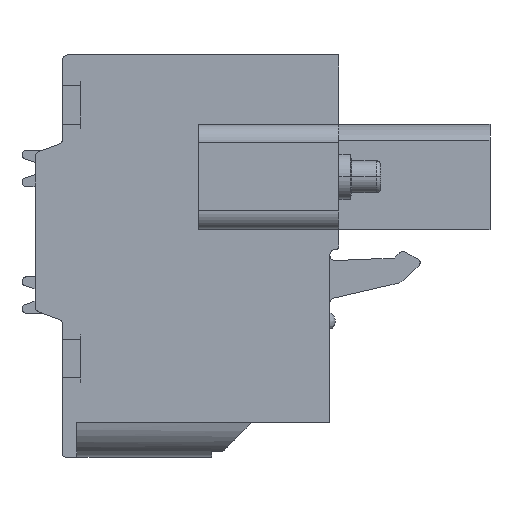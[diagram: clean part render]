
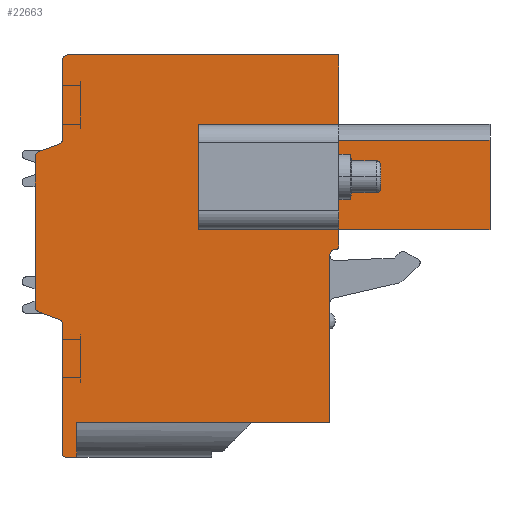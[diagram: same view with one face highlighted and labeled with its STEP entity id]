
A CAD part, front view. The second image highlights one B-rep face of the part: STEP entity #22663.
In plain terms, the highlighted planar face has unit normal (0, -1, 0).
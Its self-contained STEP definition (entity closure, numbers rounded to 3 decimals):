
#426=DIRECTION('',(-1.,0.,0.));
#427=VECTOR('',#426,6.3);
#428=CARTESIAN_POINT('',(2.781,-91.34,1.9));
#429=LINE('',#428,#427);
#430=DIRECTION('',(1.,0.,0.));
#431=VECTOR('',#430,6.3);
#432=CARTESIAN_POINT('',(-3.519,-91.34,7.65));
#433=LINE('',#432,#431);
#434=DIRECTION('',(0.,0.,1.));
#435=VECTOR('',#434,5.75);
#436=CARTESIAN_POINT('',(-3.519,-91.34,1.9));
#437=LINE('',#436,#435);
#438=DIRECTION('',(0.,0.,-1.));
#439=VECTOR('',#438,4.7);
#440=CARTESIAN_POINT('',(4.181,-91.34,11.475));
#441=LINE('',#440,#439);
#442=DIRECTION('',(-1.,0.,0.));
#443=VECTOR('',#442,8.3);
#444=CARTESIAN_POINT('',(12.481,-91.34,6.775));
#445=LINE('',#444,#443);
#446=DIRECTION('',(0.,0.,-1.));
#447=VECTOR('',#446,4.9);
#448=CARTESIAN_POINT('',(12.481,-91.34,6.775));
#449=LINE('',#448,#447);
#450=DIRECTION('',(-1.,0.,0.));
#451=VECTOR('',#450,8.3);
#452=CARTESIAN_POINT('',(12.481,-91.34,1.875));
#453=LINE('',#452,#451);
#454=DIRECTION('',(0.,0.,-1.));
#455=VECTOR('',#454,0.901);
#456=CARTESIAN_POINT('',(4.181,-91.34,1.875));
#457=LINE('',#456,#455);
#458=CARTESIAN_POINT('',(3.981,-91.34,0.974));
#459=DIRECTION('',(0.,1.,0.));
#460=DIRECTION('',(1.,0.,0.));
#461=AXIS2_PLACEMENT_3D('',#458,#459,#460);
#463=CARTESIAN_POINT('',(3.981,-91.34,0.474));
#464=DIRECTION('',(0.,-1.,0.));
#465=DIRECTION('',(0.,0.,1.));
#466=AXIS2_PLACEMENT_3D('',#463,#464,#465);
#468=DIRECTION('',(-1.,0.,0.));
#469=VECTOR('',#468,13.9);
#470=CARTESIAN_POINT('',(3.681,-91.34,-8.725));
#471=LINE('',#470,#469);
#472=DIRECTION('',(0.,0.,-1.));
#473=VECTOR('',#472,1.9);
#474=CARTESIAN_POINT('',(-10.219,-91.34,-8.725));
#475=LINE('',#474,#473);
#476=DIRECTION('',(-1.,0.,0.));
#477=VECTOR('',#476,0.6);
#478=CARTESIAN_POINT('',(-10.219,-91.34,-10.625));
#479=LINE('',#478,#477);
#480=CARTESIAN_POINT('',(-10.819,-91.34,-10.425));
#481=DIRECTION('',(0.,1.,0.));
#482=DIRECTION('',(0.,0.,-1.));
#483=AXIS2_PLACEMENT_3D('',#480,#481,#482);
#485=DIRECTION('',(0.,0.,1.));
#486=VECTOR('',#485,7.095);
#487=CARTESIAN_POINT('',(-11.019,-91.34,-10.425));
#488=LINE('',#487,#486);
#489=CARTESIAN_POINT('',(-11.319,-91.34,-3.33));
#490=DIRECTION('',(0.,-1.,0.));
#491=DIRECTION('',(1.,0.,0.));
#492=AXIS2_PLACEMENT_3D('',#489,#490,#491);
#494=DIRECTION('',(-0.94,0.,0.342));
#495=VECTOR('',#494,1.176);
#496=CARTESIAN_POINT('',(-11.216,-91.34,-3.048));
#497=LINE('',#496,#495);
#498=CARTESIAN_POINT('',(-12.219,-91.34,-2.364));
#499=DIRECTION('',(0.,1.,0.));
#500=DIRECTION('',(-0.342,0.,-0.94));
#501=AXIS2_PLACEMENT_3D('',#498,#499,#500);
#503=DIRECTION('',(0.,0.,1.));
#504=VECTOR('',#503,8.238);
#505=CARTESIAN_POINT('',(-12.519,-91.34,-2.364));
#506=LINE('',#505,#504);
#507=CARTESIAN_POINT('',(-12.219,-91.34,5.874));
#508=DIRECTION('',(0.,1.,0.));
#509=DIRECTION('',(-1.,0.,0.));
#510=AXIS2_PLACEMENT_3D('',#507,#508,#509);
#512=DIRECTION('',(0.94,0.,0.342));
#513=VECTOR('',#512,1.176);
#514=CARTESIAN_POINT('',(-12.321,-91.34,6.156));
#515=LINE('',#514,#513);
#516=CARTESIAN_POINT('',(-11.319,-91.34,6.84));
#517=DIRECTION('',(0.,-1.,0.));
#518=DIRECTION('',(0.342,0.,-0.94));
#519=AXIS2_PLACEMENT_3D('',#516,#517,#518);
#521=DIRECTION('',(0.,0.,1.));
#522=VECTOR('',#521,4.335);
#523=CARTESIAN_POINT('',(-11.019,-91.34,6.84));
#524=LINE('',#523,#522);
#525=CARTESIAN_POINT('',(-10.719,-91.34,11.175));
#526=DIRECTION('',(0.,1.,0.));
#527=DIRECTION('',(-1.,0.,0.));
#528=AXIS2_PLACEMENT_3D('',#525,#526,#527);
#530=DIRECTION('',(1.,0.,0.));
#531=VECTOR('',#530,14.9);
#532=CARTESIAN_POINT('',(-10.719,-91.34,11.475));
#533=LINE('',#532,#531);
#688=DIRECTION('',(0.,0.,1.));
#689=VECTOR('',#688,5.75);
#690=CARTESIAN_POINT('',(2.781,-91.34,1.9));
#691=LINE('',#690,#689);
#3921=DIRECTION('',(0.,0.,1.));
#3922=VECTOR('',#3921,9.199);
#3923=CARTESIAN_POINT('',(3.681,-91.34,-8.725));
#3924=LINE('',#3923,#3922);
#17149=CARTESIAN_POINT('',(-12.519,-91.34,-2.364));
#17150=CARTESIAN_POINT('',(-12.519,-91.34,5.874));
#17151=VERTEX_POINT('',#17149);
#17152=VERTEX_POINT('',#17150);
#17153=CARTESIAN_POINT('',(-12.321,-91.34,6.156));
#17154=VERTEX_POINT('',#17153);
#17155=CARTESIAN_POINT('',(-11.216,-91.34,6.558));
#17156=VERTEX_POINT('',#17155);
#17157=CARTESIAN_POINT('',(-11.019,-91.34,6.84));
#17158=VERTEX_POINT('',#17157);
#17159=CARTESIAN_POINT('',(-11.019,-91.34,11.175));
#17160=VERTEX_POINT('',#17159);
#17161=CARTESIAN_POINT('',(-10.719,-91.34,11.475));
#17162=VERTEX_POINT('',#17161);
#17163=CARTESIAN_POINT('',(4.181,-91.34,11.475));
#17164=VERTEX_POINT('',#17163);
#17165=CARTESIAN_POINT('',(3.681,-91.34,-8.725));
#17166=CARTESIAN_POINT('',(-10.219,-91.34,-8.725));
#17167=VERTEX_POINT('',#17165);
#17168=VERTEX_POINT('',#17166);
#17169=CARTESIAN_POINT('',(-10.219,-91.34,-10.625));
#17170=VERTEX_POINT('',#17169);
#17171=CARTESIAN_POINT('',(-10.819,-91.34,-10.625));
#17172=VERTEX_POINT('',#17171);
#17173=CARTESIAN_POINT('',(-11.019,-91.34,-10.425));
#17174=VERTEX_POINT('',#17173);
#17175=CARTESIAN_POINT('',(-11.019,-91.34,-3.33));
#17176=VERTEX_POINT('',#17175);
#17177=CARTESIAN_POINT('',(-11.216,-91.34,-3.048));
#17178=VERTEX_POINT('',#17177);
#17179=CARTESIAN_POINT('',(-12.321,-91.34,-2.646));
#17180=VERTEX_POINT('',#17179);
#17191=CARTESIAN_POINT('',(4.181,-91.34,0.974));
#17192=CARTESIAN_POINT('',(3.981,-91.34,0.774));
#17193=VERTEX_POINT('',#17191);
#17194=VERTEX_POINT('',#17192);
#17195=CARTESIAN_POINT('',(4.181,-91.34,1.875));
#17196=VERTEX_POINT('',#17195);
#17197=CARTESIAN_POINT('',(3.681,-91.34,0.474));
#17198=VERTEX_POINT('',#17197);
#17199=CARTESIAN_POINT('',(12.481,-91.34,1.875));
#17200=VERTEX_POINT('',#17199);
#18423=CARTESIAN_POINT('',(12.481,-91.34,6.775));
#18424=VERTEX_POINT('',#18423);
#22040=CARTESIAN_POINT('',(-3.519,-91.34,1.9));
#22041=CARTESIAN_POINT('',(-3.519,-91.34,7.65));
#22042=VERTEX_POINT('',#22040);
#22043=VERTEX_POINT('',#22041);
#22062=CARTESIAN_POINT('',(2.781,-91.34,1.9));
#22063=CARTESIAN_POINT('',(2.781,-91.34,7.65));
#22064=VERTEX_POINT('',#22062);
#22065=VERTEX_POINT('',#22063);
#22078=CARTESIAN_POINT('',(4.181,-91.34,6.775));
#22079=VERTEX_POINT('',#22078);
#22601=CARTESIAN_POINT('',(0.,-91.34,0.));
#22602=DIRECTION('',(0.,1.,0.));
#22603=DIRECTION('',(1.,0.,0.));
#22604=AXIS2_PLACEMENT_3D('',#22601,#22602,#22603);
#22605=PLANE('',#22604);
#22606=ORIENTED_EDGE('',*,*,#22345,.T.);
#22608=ORIENTED_EDGE('',*,*,#22607,.F.);
#22610=ORIENTED_EDGE('',*,*,#22609,.T.);
#22612=ORIENTED_EDGE('',*,*,#22611,.T.);
#22614=ORIENTED_EDGE('',*,*,#22613,.T.);
#22616=ORIENTED_EDGE('',*,*,#22615,.T.);
#22618=ORIENTED_EDGE('',*,*,#22617,.T.);
#22620=ORIENTED_EDGE('',*,*,#22619,.F.);
#22622=ORIENTED_EDGE('',*,*,#22621,.T.);
#22624=ORIENTED_EDGE('',*,*,#22623,.T.);
#22626=ORIENTED_EDGE('',*,*,#22625,.T.);
#22628=ORIENTED_EDGE('',*,*,#22627,.T.);
#22630=ORIENTED_EDGE('',*,*,#22629,.T.);
#22632=ORIENTED_EDGE('',*,*,#22631,.T.);
#22634=ORIENTED_EDGE('',*,*,#22633,.T.);
#22636=ORIENTED_EDGE('',*,*,#22635,.T.);
#22638=ORIENTED_EDGE('',*,*,#22637,.T.);
#22640=ORIENTED_EDGE('',*,*,#22639,.T.);
#22642=ORIENTED_EDGE('',*,*,#22641,.T.);
#22644=ORIENTED_EDGE('',*,*,#22643,.T.);
#22646=ORIENTED_EDGE('',*,*,#22645,.T.);
#22648=ORIENTED_EDGE('',*,*,#22647,.T.);
#22650=ORIENTED_EDGE('',*,*,#22649,.T.);
#22651=EDGE_LOOP('',(#22606,#22608,#22610,#22612,#22614,#22616,#22618,#22620,
#22622,#22624,#22626,#22628,#22630,#22632,#22634,#22636,#22638,#22640,#22642,
#22644,#22646,#22648,#22650));
#22652=FACE_OUTER_BOUND('',#22651,.F.);
#22654=ORIENTED_EDGE('',*,*,#22653,.F.);
#22656=ORIENTED_EDGE('',*,*,#22655,.T.);
#22658=ORIENTED_EDGE('',*,*,#22657,.F.);
#22660=ORIENTED_EDGE('',*,*,#22659,.F.);
#22661=EDGE_LOOP('',(#22654,#22656,#22658,#22660));
#22662=FACE_BOUND('',#22661,.F.);
#22663=ADVANCED_FACE('',(#22652,#22662),#22605,.F.);
#462=CIRCLE('',#461,0.2);
#467=CIRCLE('',#466,0.3);
#484=CIRCLE('',#483,0.2);
#493=CIRCLE('',#492,0.3);
#502=CIRCLE('',#501,0.3);
#511=CIRCLE('',#510,0.3);
#520=CIRCLE('',#519,0.3);
#529=CIRCLE('',#528,0.3);
#22345=EDGE_CURVE('',#17164,#22079,#441,.T.);
#22607=EDGE_CURVE('',#18424,#22079,#445,.T.);
#22609=EDGE_CURVE('',#18424,#17200,#449,.T.);
#22611=EDGE_CURVE('',#17200,#17196,#453,.T.);
#22613=EDGE_CURVE('',#17196,#17193,#457,.T.);
#22615=EDGE_CURVE('',#17193,#17194,#462,.T.);
#22617=EDGE_CURVE('',#17194,#17198,#467,.T.);
#22619=EDGE_CURVE('',#17167,#17198,#3924,.T.);
#22621=EDGE_CURVE('',#17167,#17168,#471,.T.);
#22623=EDGE_CURVE('',#17168,#17170,#475,.T.);
#22625=EDGE_CURVE('',#17170,#17172,#479,.T.);
#22627=EDGE_CURVE('',#17172,#17174,#484,.T.);
#22629=EDGE_CURVE('',#17174,#17176,#488,.T.);
#22631=EDGE_CURVE('',#17176,#17178,#493,.T.);
#22633=EDGE_CURVE('',#17178,#17180,#497,.T.);
#22635=EDGE_CURVE('',#17180,#17151,#502,.T.);
#22637=EDGE_CURVE('',#17151,#17152,#506,.T.);
#22639=EDGE_CURVE('',#17152,#17154,#511,.T.);
#22641=EDGE_CURVE('',#17154,#17156,#515,.T.);
#22643=EDGE_CURVE('',#17156,#17158,#520,.T.);
#22645=EDGE_CURVE('',#17158,#17160,#524,.T.);
#22647=EDGE_CURVE('',#17160,#17162,#529,.T.);
#22649=EDGE_CURVE('',#17162,#17164,#533,.T.);
#22653=EDGE_CURVE('',#22064,#22042,#429,.T.);
#22655=EDGE_CURVE('',#22064,#22065,#691,.T.);
#22657=EDGE_CURVE('',#22043,#22065,#433,.T.);
#22659=EDGE_CURVE('',#22042,#22043,#437,.T.);
